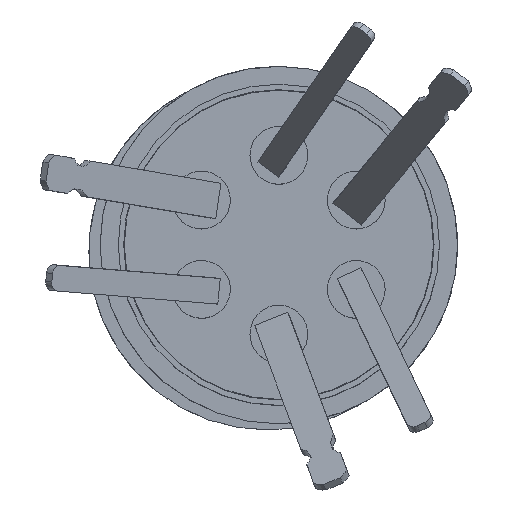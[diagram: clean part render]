
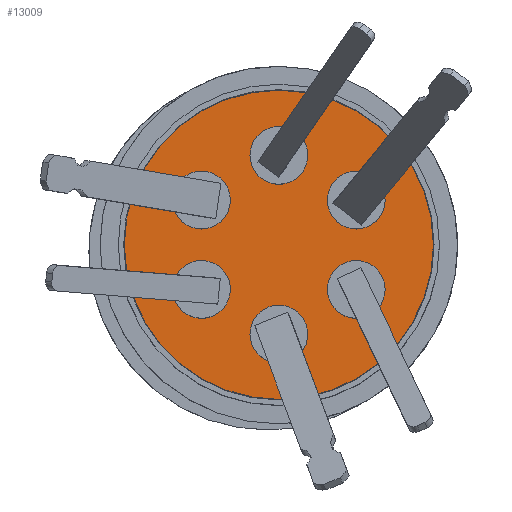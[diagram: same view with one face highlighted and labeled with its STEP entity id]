
A CAD part, top view. The second image highlights one B-rep face of the part: STEP entity #13009.
In plain terms, the highlighted planar face has unit normal (0, 0, 1).
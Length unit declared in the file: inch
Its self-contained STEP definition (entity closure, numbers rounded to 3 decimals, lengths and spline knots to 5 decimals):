
#1209 = EDGE_LOOP ( 'NONE', ( #13837, #13838 ) ) ;
#1210 = EDGE_LOOP ( 'NONE', ( #13839, #13840 ) ) ;
#1211 = EDGE_LOOP ( 'NONE', ( #13835, #13836 ) ) ;
#1212 = EDGE_LOOP ( 'NONE', ( #13827, #13828 ) ) ;
#1218 = EDGE_LOOP ( 'NONE', ( #13833, #13834 ) ) ;
#1219 = EDGE_LOOP ( 'NONE', ( #13829, #13830 ) ) ;
#1223 = EDGE_LOOP ( 'NONE', ( #13831, #13832 ) ) ;
#1329 = VERTEX_POINT ( 'NONE', #3160 ) ;
#1363 = VERTEX_POINT ( 'NONE', #3194 ) ;
#1389 = VERTEX_POINT ( 'NONE', #3220 ) ;
#3160 = CARTESIAN_POINT ( 'NONE',  ( -0.29564, -0.05703, 0.05 ) ) ;
#3194 = CARTESIAN_POINT ( 'NONE',  ( -0.18092, 0.09005, 0.05 ) ) ;
#3220 = CARTESIAN_POINT ( 'NONE',  ( -0.06041, 0.31713, 0.05 ) ) ;
#3426 = CARTESIAN_POINT ( 'NONE',  ( 0.03921, 0.02127, 0.05 ) ) ;
#3427 = DIRECTION ( 'NONE',  ( 0., 0., 1. ) ) ;
#3428 = DIRECTION ( 'NONE',  ( 0., 1., 0. ) ) ;
#3445 = CARTESIAN_POINT ( 'NONE',  ( -0.23142, -0.13498, 0.05 ) ) ;
#3446 = DIRECTION ( 'NONE',  ( 0., 0., 1. ) ) ;
#3447 = DIRECTION ( 'NONE',  ( 1., 0., 0. ) ) ;
#3664 = CARTESIAN_POINT ( 'NONE',  ( 0.03921, -0.29123, 0.05 ) ) ;
#3665 = DIRECTION ( 'NONE',  ( 0., 0., 1. ) ) ;
#3666 = DIRECTION ( 'NONE',  ( 1., 0., 0. ) ) ;
#3707 = CARTESIAN_POINT ( 'NONE',  ( 0.30985, 0.17752, 0.05 ) ) ;
#3708 = DIRECTION ( 'NONE',  ( 0., 0., 1. ) ) ;
#3709 = DIRECTION ( 'NONE',  ( 1., 0., 0. ) ) ;
#3975 = CARTESIAN_POINT ( 'NONE',  ( -0.23142, 0.17752, 0.05 ) ) ;
#3976 = DIRECTION ( 'NONE',  ( 0., 0., 1. ) ) ;
#3977 = DIRECTION ( 'NONE',  ( 1., 0., 0. ) ) ;
#4043 = EDGE_CURVE ( 'NONE', #8584, #8892, #15569, .T. ) ;
#4049 = EDGE_CURVE ( 'NONE', #1329, #8992, #15577, .T. ) ;
#4120 = EDGE_CURVE ( 'NONE', #8671, #8789, #15685, .T. ) ;
#4134 = EDGE_CURVE ( 'NONE', #9013, #8977, #15708, .T. ) ;
#4224 = EDGE_CURVE ( 'NONE', #9024, #1363, #10435, .T. ) ;
#4323 = EDGE_CURVE ( 'NONE', #8878, #8888, #10425, .T. ) ;
#4420 = EDGE_CURVE ( 'NONE', #8892, #8584, #10606, .T. ) ;
#4426 = EDGE_CURVE ( 'NONE', #8699, #1389, #10638, .T. ) ;
#4429 = EDGE_CURVE ( 'NONE', #8789, #8671, #10563, .T. ) ;
#4432 = EDGE_CURVE ( 'NONE', #1389, #8699, #10603, .T. ) ;
#4436 = EDGE_CURVE ( 'NONE', #8992, #1329, #10749, .T. ) ;
#4451 = EDGE_CURVE ( 'NONE', #1363, #9024, #10635, .T. ) ;
#4462 = EDGE_CURVE ( 'NONE', #8977, #9013, #10709, .T. ) ;
#4464 = EDGE_CURVE ( 'NONE', #8888, #8878, #10522, .T. ) ;
#7285 = FACE_BOUND ( 'NONE', #1223, .T. ) ;
#7295 = FACE_OUTER_BOUND ( 'NONE', #1218, .T. ) ;
#7296 = FACE_BOUND ( 'NONE', #1211, .T. ) ;
#7297 = FACE_BOUND ( 'NONE', #1212, .T. ) ;
#7301 = FACE_BOUND ( 'NONE', #1209, .T. ) ;
#7302 = FACE_BOUND ( 'NONE', #1219, .T. ) ;
#7303 = FACE_BOUND ( 'NONE', #1210, .T. ) ;
#7304 = CARTESIAN_POINT ( 'NONE',  ( 0.03921, 0.02127, 0.05 ) ) ;
#7305 = PLANE ( 'NONE',  #12395 ) ;
#7306 = DIRECTION ( 'NONE',  ( 0., 0., 1. ) ) ;
#7307 = DIRECTION ( 'NONE',  ( 0., 1., 0. ) ) ;
#8584 = VERTEX_POINT ( 'NONE', #11684 ) ;
#8671 = VERTEX_POINT ( 'NONE', #11771 ) ;
#8699 = VERTEX_POINT ( 'NONE', #11799 ) ;
#8789 = VERTEX_POINT ( 'NONE', #11889 ) ;
#8878 = VERTEX_POINT ( 'NONE', #11978 ) ;
#8888 = VERTEX_POINT ( 'NONE', #11988 ) ;
#8892 = VERTEX_POINT ( 'NONE', #11992 ) ;
#8977 = VERTEX_POINT ( 'NONE', #12077 ) ;
#8992 = VERTEX_POINT ( 'NONE', #12092 ) ;
#9013 = VERTEX_POINT ( 'NONE', #12113 ) ;
#9024 = VERTEX_POINT ( 'NONE', #12124 ) ;
#10323 = AXIS2_PLACEMENT_3D ( 'NONE', #3975, #3976, #3977 ) ;
#10374 = AXIS2_PLACEMENT_3D ( 'NONE', #14687, #14688, #14689 ) ;
#10425 = CIRCLE ( 'NONE', #10374, 0.101 ) ;
#10435 = CIRCLE ( 'NONE', #10323, 0.101 ) ;
#10522 = CIRCLE ( 'NONE', #10634, 0.101 ) ;
#10534 = AXIS2_PLACEMENT_3D ( 'NONE', #15020, #15021, #15022 ) ;
#10563 = CIRCLE ( 'NONE', #10672, 0.101 ) ;
#10589 = AXIS2_PLACEMENT_3D ( 'NONE', #15077, #15078, #15079 ) ;
#10603 = CIRCLE ( 'NONE', #10534, 0.101 ) ;
#10606 = CIRCLE ( 'NONE', #10752, 0.5405 ) ;
#10634 = AXIS2_PLACEMENT_3D ( 'NONE', #15117, #15118, #15119 ) ;
#10635 = CIRCLE ( 'NONE', #10589, 0.101 ) ;
#10638 = CIRCLE ( 'NONE', #10728, 0.101 ) ;
#10672 = AXIS2_PLACEMENT_3D ( 'NONE', #15011, #15012, #15013 ) ;
#10687 = AXIS2_PLACEMENT_3D ( 'NONE', #15111, #15112, #15113 ) ;
#10709 = CIRCLE ( 'NONE', #10687, 0.101 ) ;
#10728 = AXIS2_PLACEMENT_3D ( 'NONE', #15002, #15003, #15004 ) ;
#10747 = AXIS2_PLACEMENT_3D ( 'NONE', #15032, #15033, #15034 ) ;
#10749 = CIRCLE ( 'NONE', #10747, 0.101 ) ;
#10752 = AXIS2_PLACEMENT_3D ( 'NONE', #14982, #14983, #14984 ) ;
#11684 = CARTESIAN_POINT ( 'NONE',  ( 0.03921, 0.56177, 0.05 ) ) ;
#11771 = CARTESIAN_POINT ( 'NONE',  ( -0.01129, -0.3787, 0.05 ) ) ;
#11799 = CARTESIAN_POINT ( 'NONE',  ( 0.13883, 0.3504, 0.05 ) ) ;
#11889 = CARTESIAN_POINT ( 'NONE',  ( 0.08971, -0.20377, 0.05 ) ) ;
#11978 = CARTESIAN_POINT ( 'NONE',  ( 0.27444, -0.22958, 0.05 ) ) ;
#11988 = CARTESIAN_POINT ( 'NONE',  ( 0.34525, -0.04039, 0.05 ) ) ;
#11992 = CARTESIAN_POINT ( 'NONE',  ( 0.03921, -0.51923, 0.05 ) ) ;
#12077 = CARTESIAN_POINT ( 'NONE',  ( 0.20885, 0.17752, 0.05 ) ) ;
#12092 = CARTESIAN_POINT ( 'NONE',  ( -0.1672, -0.21294, 0.05 ) ) ;
#12113 = CARTESIAN_POINT ( 'NONE',  ( 0.41085, 0.17752, 0.05 ) ) ;
#12124 = CARTESIAN_POINT ( 'NONE',  ( -0.28192, 0.26498, 0.05 ) ) ;
#12395 = AXIS2_PLACEMENT_3D ( 'NONE', #7304, #7306, #7307 ) ;
#13009 = ADVANCED_FACE ( 'NONE', ( #7297, #7302, #7285, #7295, #7296, #7301, #7303 ), #7305, .T. ) ;
#13827 = ORIENTED_EDGE ( 'NONE', *, *, #4429, .F. ) ;
#13828 = ORIENTED_EDGE ( 'NONE', *, *, #4120, .F. ) ;
#13829 = ORIENTED_EDGE ( 'NONE', *, *, #4432, .F. ) ;
#13830 = ORIENTED_EDGE ( 'NONE', *, *, #4426, .F. ) ;
#13831 = ORIENTED_EDGE ( 'NONE', *, *, #4436, .F. ) ;
#13832 = ORIENTED_EDGE ( 'NONE', *, *, #4049, .F. ) ;
#13833 = ORIENTED_EDGE ( 'NONE', *, *, #4420, .T. ) ;
#13834 = ORIENTED_EDGE ( 'NONE', *, *, #4043, .T. ) ;
#13835 = ORIENTED_EDGE ( 'NONE', *, *, #4451, .F. ) ;
#13836 = ORIENTED_EDGE ( 'NONE', *, *, #4224, .F. ) ;
#13837 = ORIENTED_EDGE ( 'NONE', *, *, #4462, .F. ) ;
#13838 = ORIENTED_EDGE ( 'NONE', *, *, #4134, .F. ) ;
#13839 = ORIENTED_EDGE ( 'NONE', *, *, #4464, .F. ) ;
#13840 = ORIENTED_EDGE ( 'NONE', *, *, #4323, .F. ) ;
#14687 = CARTESIAN_POINT ( 'NONE',  ( 0.30985, -0.13498, 0.05 ) ) ;
#14688 = DIRECTION ( 'NONE',  ( 0., 0., 1. ) ) ;
#14689 = DIRECTION ( 'NONE',  ( 1., 0., 0. ) ) ;
#14982 = CARTESIAN_POINT ( 'NONE',  ( 0.03921, 0.02127, 0.05 ) ) ;
#14983 = DIRECTION ( 'NONE',  ( 0., 0., 1. ) ) ;
#14984 = DIRECTION ( 'NONE',  ( 0., 1., 0. ) ) ;
#15002 = CARTESIAN_POINT ( 'NONE',  ( 0.03921, 0.33377, 0.05 ) ) ;
#15003 = DIRECTION ( 'NONE',  ( 0., 0., 1. ) ) ;
#15004 = DIRECTION ( 'NONE',  ( 1., 0., 0. ) ) ;
#15011 = CARTESIAN_POINT ( 'NONE',  ( 0.03921, -0.29123, 0.05 ) ) ;
#15012 = DIRECTION ( 'NONE',  ( 0., 0., 1. ) ) ;
#15013 = DIRECTION ( 'NONE',  ( 1., 0., 0. ) ) ;
#15020 = CARTESIAN_POINT ( 'NONE',  ( 0.03921, 0.33377, 0.05 ) ) ;
#15021 = DIRECTION ( 'NONE',  ( 0., 0., 1. ) ) ;
#15022 = DIRECTION ( 'NONE',  ( 1., 0., 0. ) ) ;
#15032 = CARTESIAN_POINT ( 'NONE',  ( -0.23142, -0.13498, 0.05 ) ) ;
#15033 = DIRECTION ( 'NONE',  ( 0., 0., 1. ) ) ;
#15034 = DIRECTION ( 'NONE',  ( 1., 0., 0. ) ) ;
#15077 = CARTESIAN_POINT ( 'NONE',  ( -0.23142, 0.17752, 0.05 ) ) ;
#15078 = DIRECTION ( 'NONE',  ( 0., 0., 1. ) ) ;
#15079 = DIRECTION ( 'NONE',  ( 1., 0., 0. ) ) ;
#15111 = CARTESIAN_POINT ( 'NONE',  ( 0.30985, 0.17752, 0.05 ) ) ;
#15112 = DIRECTION ( 'NONE',  ( 0., 0., 1. ) ) ;
#15113 = DIRECTION ( 'NONE',  ( 1., 0., 0. ) ) ;
#15117 = CARTESIAN_POINT ( 'NONE',  ( 0.30985, -0.13498, 0.05 ) ) ;
#15118 = DIRECTION ( 'NONE',  ( 0., 0., 1. ) ) ;
#15119 = DIRECTION ( 'NONE',  ( 1., 0., 0. ) ) ;
#15569 = CIRCLE ( 'NONE', #15571, 0.5405 ) ;
#15571 = AXIS2_PLACEMENT_3D ( 'NONE', #3426, #3427, #3428 ) ;
#15577 = CIRCLE ( 'NONE', #15580, 0.101 ) ;
#15580 = AXIS2_PLACEMENT_3D ( 'NONE', #3445, #3446, #3447 ) ;
#15685 = CIRCLE ( 'NONE', #15688, 0.101 ) ;
#15688 = AXIS2_PLACEMENT_3D ( 'NONE', #3664, #3665, #3666 ) ;
#15708 = CIRCLE ( 'NONE', #15711, 0.101 ) ;
#15711 = AXIS2_PLACEMENT_3D ( 'NONE', #3707, #3708, #3709 ) ;
